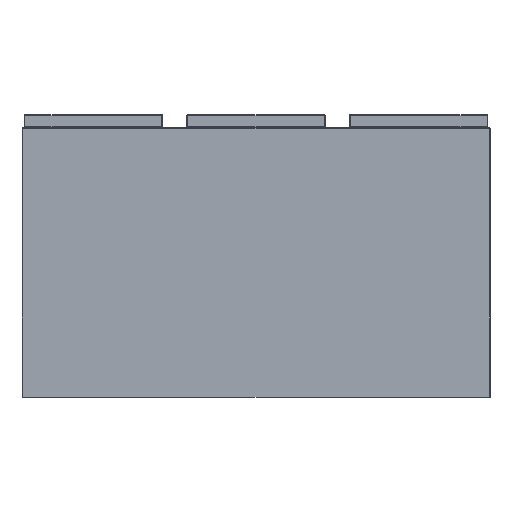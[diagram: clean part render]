
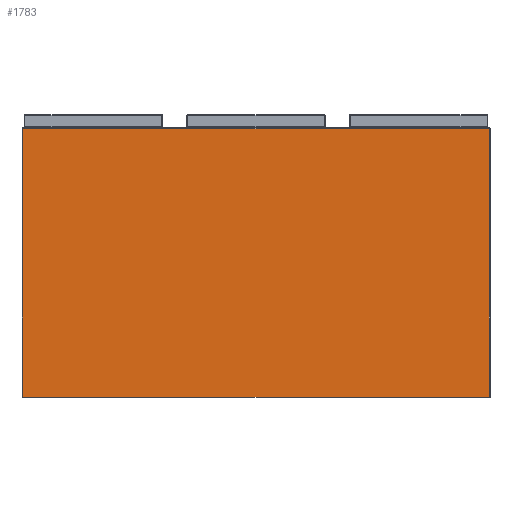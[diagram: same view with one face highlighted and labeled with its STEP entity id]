
A CAD part, left-side view. The second image highlights one B-rep face of the part: STEP entity #1783.
In plain terms, the highlighted planar face has unit normal (-1, 0, 0).
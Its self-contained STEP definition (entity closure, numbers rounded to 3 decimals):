
#14 = ORIENTED_EDGE ( 'NONE', *, *, #803, .T. ) ;
#120 = EDGE_CURVE ( 'NONE', #3080, #3283, #1658, .T. ) ;
#162 = DIRECTION ( 'NONE',  ( 0., -1., 0. ) ) ;
#184 = CARTESIAN_POINT ( 'NONE',  ( 0., 579., 334. ) ) ;
#261 = VERTEX_POINT ( 'NONE', #1008 ) ;
#373 = ORIENTED_EDGE ( 'NONE', *, *, #693, .T. ) ;
#464 = VECTOR ( 'NONE', #1461, 1000. ) ;
#499 = LINE ( 'NONE', #2039, #3251 ) ;
#693 = EDGE_CURVE ( 'NONE', #261, #3080, #499, .T. ) ;
#803 = EDGE_CURVE ( 'NONE', #3283, #1719, #1515, .T. ) ;
#820 = DIRECTION ( 'NONE',  ( 1., 0., 0. ) ) ;
#841 = CARTESIAN_POINT ( 'NONE',  ( 0., 1., 0. ) ) ;
#847 = CARTESIAN_POINT ( 'NONE',  ( 0., 0., 334. ) ) ;
#974 = CARTESIAN_POINT ( 'NONE',  ( 0., 1., 333. ) ) ;
#1008 = CARTESIAN_POINT ( 'NONE',  ( 0., 579., 0. ) ) ;
#1285 = CARTESIAN_POINT ( 'NONE',  ( 0., 0., 333. ) ) ;
#1461 = DIRECTION ( 'NONE',  ( 0., 0., 1. ) ) ;
#1467 = CARTESIAN_POINT ( 'NONE',  ( 0., 1., 334. ) ) ;
#1515 = LINE ( 'NONE', #1285, #1643 ) ;
#1628 = ORIENTED_EDGE ( 'NONE', *, *, #2375, .T. ) ;
#1643 = VECTOR ( 'NONE', #1764, 1000. ) ;
#1658 = LINE ( 'NONE', #1467, #464 ) ;
#1719 = VERTEX_POINT ( 'NONE', #3233 ) ;
#1764 = DIRECTION ( 'NONE',  ( 0., 1., 0. ) ) ;
#1783 = ADVANCED_FACE ( 'NONE', ( #2639 ), #3209, .F. ) ;
#1866 = AXIS2_PLACEMENT_3D ( 'NONE', #847, #820, #2934 ) ;
#1879 = EDGE_LOOP ( 'NONE', ( #373, #3006, #14, #1628 ) ) ;
#2028 = DIRECTION ( 'NONE',  ( 0., 0., -1. ) ) ;
#2039 = CARTESIAN_POINT ( 'NONE',  ( 0., 0., 0. ) ) ;
#2180 = VECTOR ( 'NONE', #2028, 1000. ) ;
#2375 = EDGE_CURVE ( 'NONE', #1719, #261, #2904, .T. ) ;
#2639 = FACE_OUTER_BOUND ( 'NONE', #1879, .T. ) ;
#2904 = LINE ( 'NONE', #184, #2180 ) ;
#2934 = DIRECTION ( 'NONE',  ( 0., 0., -1. ) ) ;
#3006 = ORIENTED_EDGE ( 'NONE', *, *, #120, .T. ) ;
#3080 = VERTEX_POINT ( 'NONE', #841 ) ;
#3209 = PLANE ( 'NONE',  #1866 ) ;
#3233 = CARTESIAN_POINT ( 'NONE',  ( 0., 579., 333. ) ) ;
#3251 = VECTOR ( 'NONE', #162, 1000. ) ;
#3283 = VERTEX_POINT ( 'NONE', #974 ) ;
